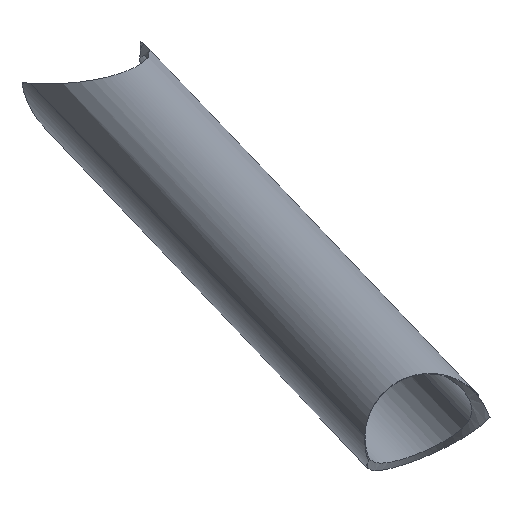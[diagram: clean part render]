
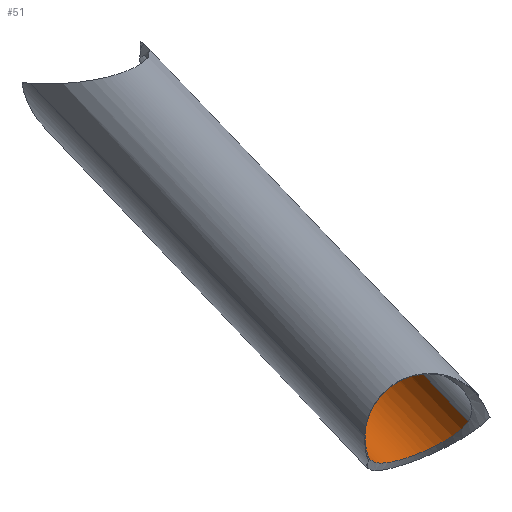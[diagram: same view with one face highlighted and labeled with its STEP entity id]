
A CAD part, left-side view. The second image highlights one B-rep face of the part: STEP entity #51.
In plain terms, the highlighted cylindrical face has radius 11 mm (diameter 22 mm), a partial arc.
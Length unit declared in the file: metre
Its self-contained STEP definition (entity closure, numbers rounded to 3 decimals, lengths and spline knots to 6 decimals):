
#51=ADVANCED_FACE('',(#103),#104,.F.);
#103=FACE_OUTER_BOUND('',#157,.T.);
#104=CYLINDRICAL_SURFACE('',#158,0.011);
#157=EDGE_LOOP('',(#276,#277,#278,#279,#280));
#158=AXIS2_PLACEMENT_3D('',#281,#282,#283);
#276=ORIENTED_EDGE('',*,*,#434,.F.);
#277=ORIENTED_EDGE('',*,*,#435,.T.);
#278=ORIENTED_EDGE('',*,*,#436,.F.);
#279=ORIENTED_EDGE('',*,*,#437,.F.);
#280=ORIENTED_EDGE('',*,*,#438,.F.);
#281=CARTESIAN_POINT('',(-1.695686,0.353683,0.191));
#282=DIRECTION('',(-0.883,-0.323,-0.34));
#283=DIRECTION('',(0.34,-0.94,0.009));
#434=EDGE_CURVE('',#503,#504,#505,.T.);
#435=EDGE_CURVE('',#503,#506,#507,.F.);
#436=EDGE_CURVE('',#508,#506,#509,.T.);
#437=EDGE_CURVE('',#510,#508,#511,.T.);
#438=EDGE_CURVE('',#504,#510,#512,.T.);
#503=VERTEX_POINT('',#708);
#504=VERTEX_POINT('',#709);
#505=LINE('',#710,#711);
#506=VERTEX_POINT('',#712);
#507=B_SPLINE_CURVE_WITH_KNOTS('',5,(#713,#714,#715,#716,#717,#718,#719,#720,#721,#722,#723,#724,#725,#726,#727,#728,#729,#730,#731,#732,#733,#734,#735,#736,#737,#738,#739,#740,#741),.UNSPECIFIED.,.F.,.F.,(6,3,3,5,3,3,3,3,6),(-58.26281,-49.644069,-45.625513,-35.807936,-28.383337,-19.695799,-9.52107,-5.374927,-0.0),.UNSPECIFIED.);
#508=VERTEX_POINT('',#742);
#509=B_SPLINE_CURVE_WITH_KNOTS('',3,(#743,#744,#745,#746,#747,#748,#749,#750,#751,#752,#753,#754,#755,#756,#757,#758,#759,#760,#761,#762,#763,#764,#765,#766,#767,#768,#769,#770,#771,#772,#773,#774,#775),.UNSPECIFIED.,.F.,.F.,(4,2,2,2,2,2,2,2,1,1,1,2,2,2,2,2,2,4),(0.0,5.199328,10.398656,20.797312,31.195967,36.395295,41.594623,44.840804,46.463894,48.086985,49.710075,51.333165,54.579346,59.448617,67.564069,77.302611,87.041153,93.533514),.UNSPECIFIED.);
#510=VERTEX_POINT('',#776);
#511=LINE('',#777,#778);
#512=B_SPLINE_CURVE_WITH_KNOTS('',3,(#779,#780,#781,#782,#783,#784,#785,#786,#787,#788,#789,#790,#791,#792,#793,#794,#795,#796,#797,#798,#799,#800,#801,#802,#803,#804,#805,#806,#807,#808,#809,#810,#811,#812,#813,#814,#815,#816,#817,#818,#819,#820,#821),.UNSPECIFIED.,.F.,.F.,(4,1,2,2,1,2,2,2,2,2,2,1,2,2,2,2,2,2,2,2,2,2,4),(0.0,3.518576,7.037153,10.555729,12.315018,14.074306,17.592882,21.111459,28.148612,35.185765,42.222917,45.741494,49.26007,54.537935,60.712046,65.126869,73.956514,78.371337,82.78616,84.993571,87.200983,89.408394,91.615806),.UNSPECIFIED.);
#708=CARTESIAN_POINT('',(-1.656727,0.356196,0.204648));
#709=CARTESIAN_POINT('',(-1.827939,0.293693,0.13878));
#710=CARTESIAN_POINT('',(-1.691947,0.343339,0.191098));
#711=VECTOR('',#1142,1.0);
#712=CARTESIAN_POINT('',(-1.663544,0.376602,0.201289));
#713=CARTESIAN_POINT('',(-1.663544,0.376602,0.201289));
#714=CARTESIAN_POINT('',(-1.663525,0.376253,0.200103));
#715=CARTESIAN_POINT('',(-1.66358,0.375742,0.198963));
#716=CARTESIAN_POINT('',(-1.663672,0.375114,0.197895));
#717=CARTESIAN_POINT('',(-1.663822,0.374046,0.196432));
#718=CARTESIAN_POINT('',(-1.663951,0.372787,0.195151));
#719=CARTESIAN_POINT('',(-1.663988,0.372368,0.194763));
#720=CARTESIAN_POINT('',(-1.664094,0.370866,0.1935));
#721=CARTESIAN_POINT('',(-1.664106,0.369173,0.192515));
#722=CARTESIAN_POINT('',(-1.664041,0.367889,0.191983));
#723=CARTESIAN_POINT('',(-1.663865,0.366565,0.19169));
#724=CARTESIAN_POINT('',(-1.663584,0.365291,0.19164));
#725=CARTESIAN_POINT('',(-1.663372,0.364327,0.191603));
#726=CARTESIAN_POINT('',(-1.663095,0.363368,0.191704));
#727=CARTESIAN_POINT('',(-1.662749,0.36245,0.19196));
#728=CARTESIAN_POINT('',(-1.661893,0.360649,0.192801));
#729=CARTESIAN_POINT('',(-1.660907,0.359277,0.194104));
#730=CARTESIAN_POINT('',(-1.660369,0.358669,0.194891));
#731=CARTESIAN_POINT('',(-1.659223,0.357571,0.196716));
#732=CARTESIAN_POINT('',(-1.658189,0.356887,0.198748));
#733=CARTESIAN_POINT('',(-1.657687,0.356612,0.199886));
#734=CARTESIAN_POINT('',(-1.657088,0.356336,0.201562));
#735=CARTESIAN_POINT('',(-1.656788,0.356218,0.203334));
#736=CARTESIAN_POINT('',(-1.656731,0.356197,0.203855));
#737=CARTESIAN_POINT('',(-1.656687,0.356182,0.205061));
#738=CARTESIAN_POINT('',(-1.656863,0.356247,0.206261));
#739=CARTESIAN_POINT('',(-1.657044,0.356311,0.206923));
#740=CARTESIAN_POINT('',(-1.657299,0.356405,0.207548));
#741=CARTESIAN_POINT('',(-1.657609,0.356529,0.208135));
#742=CARTESIAN_POINT('',(-1.670319,0.374653,0.202099));
#743=CARTESIAN_POINT('',(-1.657609,0.356529,0.208135));
#744=CARTESIAN_POINT('',(-1.658794,0.356348,0.208431));
#745=CARTESIAN_POINT('',(-1.66001,0.356185,0.208588));
#746=CARTESIAN_POINT('',(-1.662444,0.355886,0.208782));
#747=CARTESIAN_POINT('',(-1.663665,0.355752,0.208816));
#748=CARTESIAN_POINT('',(-1.667332,0.355403,0.208816));
#749=CARTESIAN_POINT('',(-1.66978,0.35524,0.208684));
#750=CARTESIAN_POINT('',(-1.674664,0.355137,0.208281));
#751=CARTESIAN_POINT('',(-1.677104,0.355192,0.208008));
#752=CARTESIAN_POINT('',(-1.680703,0.355587,0.207479));
#753=CARTESIAN_POINT('',(-1.681894,0.355771,0.207283));
#754=CARTESIAN_POINT('',(-1.684213,0.356315,0.206835));
#755=CARTESIAN_POINT('',(-1.685349,0.356671,0.206583));
#756=CARTESIAN_POINT('',(-1.687022,0.357518,0.206107));
#757=CARTESIAN_POINT('',(-1.68763,0.357913,0.205905));
#758=CARTESIAN_POINT('',(-1.688378,0.358668,0.205569));
#759=CARTESIAN_POINT('',(-1.688818,0.359228,0.205334));
#760=CARTESIAN_POINT('',(-1.689194,0.360229,0.204964));
#761=CARTESIAN_POINT('',(-1.689208,0.361315,0.204612));
#762=CARTESIAN_POINT('',(-1.689006,0.362026,0.204408));
#763=CARTESIAN_POINT('',(-1.688597,0.363057,0.204125));
#764=CARTESIAN_POINT('',(-1.688187,0.363694,0.20397));
#765=CARTESIAN_POINT('',(-1.687018,0.365175,0.203633));
#766=CARTESIAN_POINT('',(-1.686186,0.365966,0.203476));
#767=CARTESIAN_POINT('',(-1.683839,0.367915,0.203118));
#768=CARTESIAN_POINT('',(-1.682234,0.368969,0.202958));
#769=CARTESIAN_POINT('',(-1.678593,0.371087,0.202652));
#770=CARTESIAN_POINT('',(-1.676527,0.372105,0.202521));
#771=CARTESIAN_POINT('',(-1.67231,0.373941,0.202246));
#772=CARTESIAN_POINT('',(-1.670155,0.37476,0.202109));
#773=CARTESIAN_POINT('',(-1.666508,0.375909,0.20175));
#774=CARTESIAN_POINT('',(-1.66503,0.376316,0.201574));
#775=CARTESIAN_POINT('',(-1.663544,0.376602,0.201289));
#776=CARTESIAN_POINT('',(-1.838424,0.313285,0.137426));
#777=CARTESIAN_POINT('',(-1.699424,0.364028,0.190901));
#778=VECTOR('',#1143,1.0);
#779=CARTESIAN_POINT('',(-1.835362,0.298436,0.147633));
#780=CARTESIAN_POINT('',(-1.835244,0.29782,0.14734));
#781=CARTESIAN_POINT('',(-1.835,0.296618,0.146634));
#782=CARTESIAN_POINT('',(-1.83469,0.295517,0.145685));
#783=CARTESIAN_POINT('',(-1.834279,0.294505,0.144613));
#784=CARTESIAN_POINT('',(-1.834023,0.294039,0.144008));
#785=CARTESIAN_POINT('',(-1.833449,0.293497,0.143044));
#786=CARTESIAN_POINT('',(-1.832999,0.29319,0.142385));
#787=CARTESIAN_POINT('',(-1.832416,0.293036,0.141763));
#788=CARTESIAN_POINT('',(-1.831487,0.292914,0.140902));
#789=CARTESIAN_POINT('',(-1.830807,0.292971,0.140423));
#790=CARTESIAN_POINT('',(-1.829468,0.293212,0.139589));
#791=CARTESIAN_POINT('',(-1.828804,0.293396,0.139229));
#792=CARTESIAN_POINT('',(-1.826853,0.294063,0.138216));
#793=CARTESIAN_POINT('',(-1.825605,0.294657,0.137628));
#794=CARTESIAN_POINT('',(-1.823286,0.296071,0.136467));
#795=CARTESIAN_POINT('',(-1.822211,0.296896,0.135898));
#796=CARTESIAN_POINT('',(-1.82038,0.298795,0.134751));
#797=CARTESIAN_POINT('',(-1.819622,0.299876,0.134171));
#798=CARTESIAN_POINT('',(-1.818953,0.301643,0.133335));
#799=CARTESIAN_POINT('',(-1.818666,0.302866,0.132791));
#800=CARTESIAN_POINT('',(-1.81877,0.304103,0.132314));
#801=CARTESIAN_POINT('',(-1.819141,0.305596,0.131782));
#802=CARTESIAN_POINT('',(-1.81958,0.306439,0.131524));
#803=CARTESIAN_POINT('',(-1.820845,0.308059,0.131107));
#804=CARTESIAN_POINT('',(-1.821716,0.308808,0.130969));
#805=CARTESIAN_POINT('',(-1.823391,0.309908,0.130853));
#806=CARTESIAN_POINT('',(-1.824144,0.310311,0.130841));
#807=CARTESIAN_POINT('',(-1.826496,0.311373,0.130904));
#808=CARTESIAN_POINT('',(-1.828187,0.311889,0.13107));
#809=CARTESIAN_POINT('',(-1.830792,0.312464,0.131556));
#810=CARTESIAN_POINT('',(-1.831672,0.312623,0.131758));
#811=CARTESIAN_POINT('',(-1.833443,0.31289,0.132298));
#812=CARTESIAN_POINT('',(-1.834339,0.312998,0.13263));
#813=CARTESIAN_POINT('',(-1.835644,0.313137,0.133361));
#814=CARTESIAN_POINT('',(-1.836072,0.313179,0.133645));
#815=CARTESIAN_POINT('',(-1.83687,0.313254,0.134334));
#816=CARTESIAN_POINT('',(-1.837238,0.313287,0.134743));
#817=CARTESIAN_POINT('',(-1.837835,0.313327,0.135658));
#818=CARTESIAN_POINT('',(-1.838061,0.313334,0.136159));
#819=CARTESIAN_POINT('',(-1.838385,0.313307,0.137171));
#820=CARTESIAN_POINT('',(-1.838486,0.313273,0.13768));
#821=CARTESIAN_POINT('',(-1.838551,0.313219,0.138178));
#1142=DIRECTION('',(-0.883,-0.323,-0.34));
#1143=DIRECTION('',(0.883,0.323,0.34));
